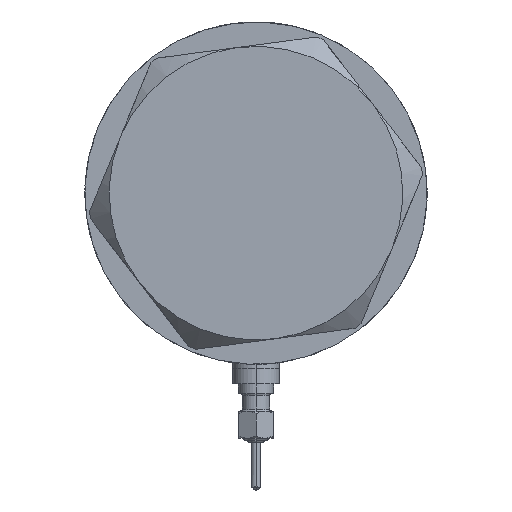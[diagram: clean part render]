
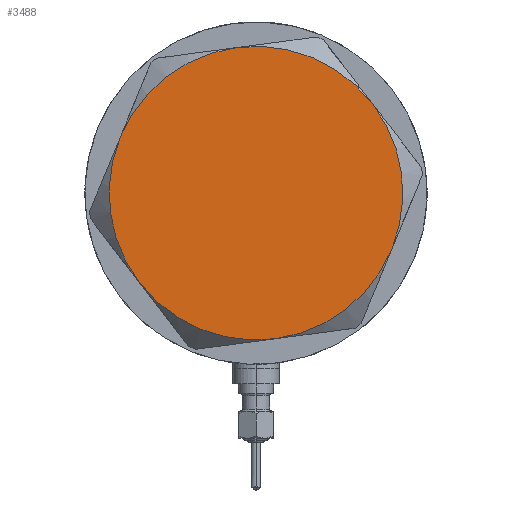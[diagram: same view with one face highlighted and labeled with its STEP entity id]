
A CAD part, left-side view. The second image highlights one B-rep face of the part: STEP entity #3488.
In plain terms, the highlighted face is planar.
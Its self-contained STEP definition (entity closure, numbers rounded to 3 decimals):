
#42 = EDGE_CURVE ( 'NONE', #2616, #1115, #4192, .T. ) ;
#248 = CARTESIAN_POINT ( 'NONE',  ( 0., 0., 13. ) ) ;
#299 = DIRECTION ( 'NONE',  ( 1., 0., 0. ) ) ;
#533 = EDGE_LOOP ( 'NONE', ( #1518, #4586, #6274, #2063, #6439, #2763 ) ) ;
#613 = DIRECTION ( 'NONE',  ( 0., 0., 1. ) ) ;
#829 = CIRCLE ( 'NONE', #3692, 37.75 ) ;
#835 = DIRECTION ( 'NONE',  ( 1., 0., 0. ) ) ;
#1008 = CARTESIAN_POINT ( 'NONE',  ( 0., 0., 13. ) ) ;
#1101 = EDGE_CURVE ( 'NONE', #1333, #2760, #3905, .T. ) ;
#1115 = VERTEX_POINT ( 'NONE', #2618 ) ;
#1333 = VERTEX_POINT ( 'NONE', #3428 ) ;
#1404 = AXIS2_PLACEMENT_3D ( 'NONE', #3787, #4279, #835 ) ;
#1426 = CARTESIAN_POINT ( 'NONE',  ( 0., 0., 13. ) ) ;
#1477 = EDGE_CURVE ( 'NONE', #2760, #5045, #5807, .T. ) ;
#1518 = ORIENTED_EDGE ( 'NONE', *, *, #4114, .T. ) ;
#1665 = EDGE_CURVE ( 'NONE', #1115, #1333, #829, .T. ) ;
#1696 = CARTESIAN_POINT ( 'NONE',  ( 0., 0., 13. ) ) ;
#1822 = AXIS2_PLACEMENT_3D ( 'NONE', #3649, #2744, #3280 ) ;
#2063 = ORIENTED_EDGE ( 'NONE', *, *, #1101, .T. ) ;
#2073 = DIRECTION ( 'NONE',  ( 0., 0., 1. ) ) ;
#2094 = CARTESIAN_POINT ( 'NONE',  ( 18.875, -32.692, 13. ) ) ;
#2098 = AXIS2_PLACEMENT_3D ( 'NONE', #248, #613, #4153 ) ;
#2193 = CARTESIAN_POINT ( 'NONE',  ( -37.75, 0., 13. ) ) ;
#2363 = CARTESIAN_POINT ( 'NONE',  ( 37.75, 0., 13. ) ) ;
#2413 = CARTESIAN_POINT ( 'NONE',  ( 0., 0., 13. ) ) ;
#2552 = FACE_OUTER_BOUND ( 'NONE', #533, .T. ) ;
#2616 = VERTEX_POINT ( 'NONE', #2363 ) ;
#2618 = CARTESIAN_POINT ( 'NONE',  ( 18.875, 32.692, 13. ) ) ;
#2670 = DIRECTION ( 'NONE',  ( 0., 0., 1. ) ) ;
#2744 = DIRECTION ( 'NONE',  ( 0., 0., 1. ) ) ;
#2760 = VERTEX_POINT ( 'NONE', #2193 ) ;
#2763 = ORIENTED_EDGE ( 'NONE', *, *, #6317, .T. ) ;
#3154 = AXIS2_PLACEMENT_3D ( 'NONE', #1696, #2670, #299 ) ;
#3280 = DIRECTION ( 'NONE',  ( 1., 0., 0. ) ) ;
#3428 = CARTESIAN_POINT ( 'NONE',  ( -18.875, 32.692, 13. ) ) ;
#3488 = ADVANCED_FACE ( 'NONE', ( #2552 ), #6089, .T. ) ;
#3611 = CIRCLE ( 'NONE', #1404, 37.75 ) ;
#3649 = CARTESIAN_POINT ( 'NONE',  ( 0., 0., 13. ) ) ;
#3692 = AXIS2_PLACEMENT_3D ( 'NONE', #2413, #6473, #4872 ) ;
#3784 = AXIS2_PLACEMENT_3D ( 'NONE', #1426, #4920, #5995 ) ;
#3787 = CARTESIAN_POINT ( 'NONE',  ( 0., 0., 13. ) ) ;
#3905 = CIRCLE ( 'NONE', #2098, 37.75 ) ;
#4114 = EDGE_CURVE ( 'NONE', #4293, #2616, #3611, .T. ) ;
#4153 = DIRECTION ( 'NONE',  ( 1., 0., 0. ) ) ;
#4192 = CIRCLE ( 'NONE', #3784, 37.75 ) ;
#4279 = DIRECTION ( 'NONE',  ( 0., 0., 1. ) ) ;
#4293 = VERTEX_POINT ( 'NONE', #2094 ) ;
#4294 = CARTESIAN_POINT ( 'NONE',  ( -18.875, -32.692, 13. ) ) ;
#4543 = AXIS2_PLACEMENT_3D ( 'NONE', #1008, #2073, #4632 ) ;
#4586 = ORIENTED_EDGE ( 'NONE', *, *, #42, .T. ) ;
#4632 = DIRECTION ( 'NONE',  ( 1., 0., 0. ) ) ;
#4663 = CIRCLE ( 'NONE', #1822, 37.75 ) ;
#4872 = DIRECTION ( 'NONE',  ( 1., 0., 0. ) ) ;
#4920 = DIRECTION ( 'NONE',  ( 0., 0., 1. ) ) ;
#5045 = VERTEX_POINT ( 'NONE', #4294 ) ;
#5807 = CIRCLE ( 'NONE', #3154, 37.75 ) ;
#5995 = DIRECTION ( 'NONE',  ( 1., 0., 0. ) ) ;
#6089 = PLANE ( 'NONE',  #4543 ) ;
#6274 = ORIENTED_EDGE ( 'NONE', *, *, #1665, .T. ) ;
#6317 = EDGE_CURVE ( 'NONE', #5045, #4293, #4663, .T. ) ;
#6439 = ORIENTED_EDGE ( 'NONE', *, *, #1477, .T. ) ;
#6473 = DIRECTION ( 'NONE',  ( 0., 0., 1. ) ) ;
